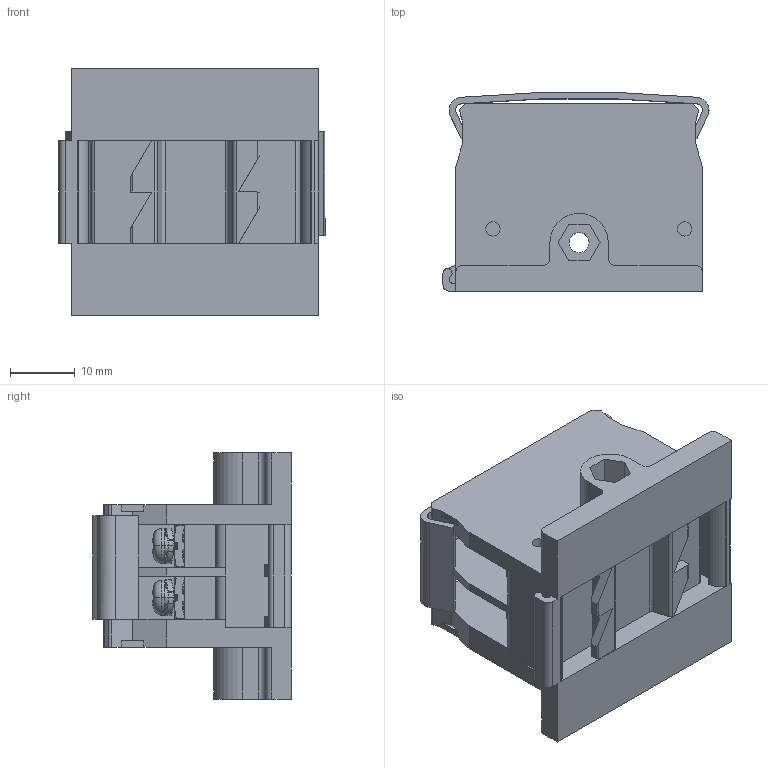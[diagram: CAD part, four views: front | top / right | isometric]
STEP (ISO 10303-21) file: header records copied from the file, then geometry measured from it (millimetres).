
FILE_DESCRIPTION((''),'2;1');
FILE_NAME('UTD-15_2P_ASM','2024-06-24T',('dell'),(''),'PRO/ENGINEER BY PARAMETRIC TECHNOLOGY CORPORATION, 2013230','PRO/ENGINEER BY PARAMETRIC TECHNOLOGY CORPORATION, 2013230','');
FILE_SCHEMA(('AUTOMOTIVE_DESIGN { 1 0 10303 214 1 1 1 1 }'));
Products named in the file (8): BREP_WITH_VOIDS_55502; MANIFOLD_SOLID_BREP_58611; MANIFOLD_SOLID_BREP_61655; MANIFOLD_SOLID_BREP_64780; MANIFOLD_SOLID_BREP_67832; ASM0007_ASM_1_ASM; 555_2; UTD-15_2P_ASM
Assembly tree (7 placements, depth 3):
  UTD-15_2P_ASM
    ASM0007_ASM_1_ASM
      BREP_WITH_VOIDS_55502
      MANIFOLD_SOLID_BREP_58611
      MANIFOLD_SOLID_BREP_61655
      MANIFOLD_SOLID_BREP_64780
      MANIFOLD_SOLID_BREP_67832
    555_2
Bounding box: 41.05 x 30.66 x 38 mm (x, y, z)
Volume: 1181.7 mm3; surface area: 16224.3 mm2
Topology: 7 solids, 8 shells, 1473 faces, 4256 edges, 2694 vertices
Faces by surface type: cylinder 490, plane 418, bspline 304, torus 144, sphere 61, cone 56
Entity records: 73451 total; most frequent: CARTESIAN_POINT 36478, ORIENTED_EDGE 8364, DIRECTION 6856, EDGE_CURVE 4182, VERTEX_POINT 2699, AXIS2_PLACEMENT_3D 2493, VECTOR 1870, LINE 1870
